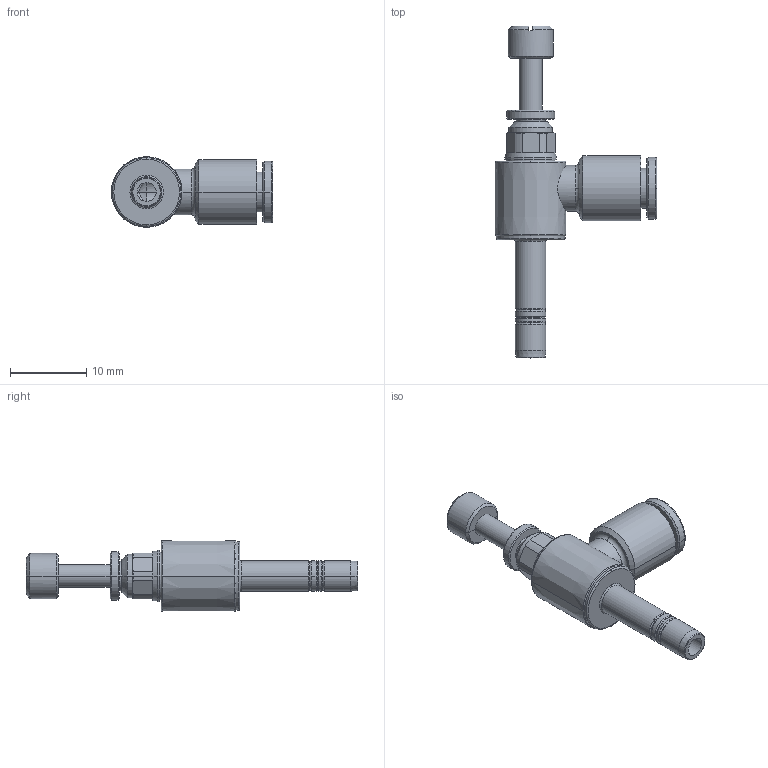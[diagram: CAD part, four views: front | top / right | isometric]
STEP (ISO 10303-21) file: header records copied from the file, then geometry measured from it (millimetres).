
FILE_DESCRIPTION(('STEP AP214'),'1');
FILE_NAME('7630_04_00.stp','2016-07-07T14:31:38',('TraceParts'),('TraceParts S.A.'),'Spatial InterOp 3D',' ',' ');
FILE_SCHEMA(('automotive_design'));
Length unit declared in the file: millimetre
Products named in the file (1): 1
Bounding box: 21.13 x 43.5 x 9.25 mm (x, y, z)
Volume: 1513.3 mm3; surface area: 1730 mm2
Topology: 1 solids, 1 shells, 142 faces, 328 edges, 203 vertices
Faces by surface type: cone 44, cylinder 38, plane 34, torus 26
Entity records: 4294 total; most frequent: CARTESIAN_POINT 929, DIRECTION 799, ORIENTED_EDGE 656, AXIS2_PLACEMENT_3D 353, EDGE_CURVE 328, CIRCLE 210, VERTEX_POINT 203, EDGE_LOOP 159
